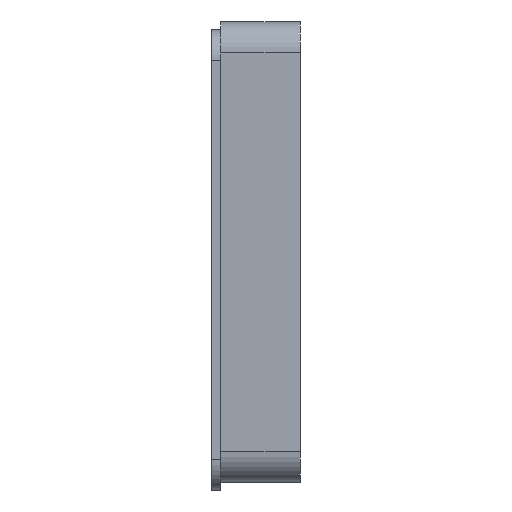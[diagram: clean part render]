
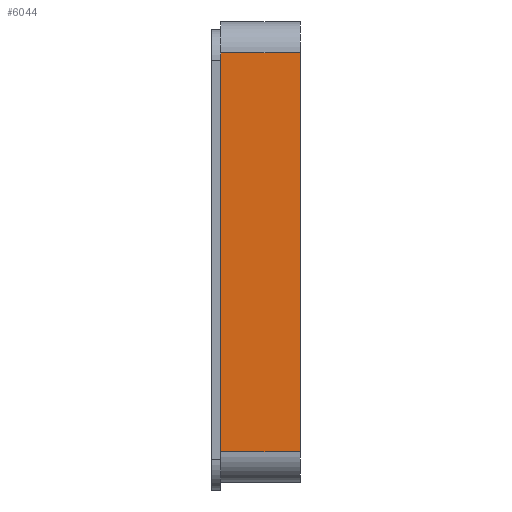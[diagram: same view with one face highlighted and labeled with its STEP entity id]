
A CAD part, left-side view. The second image highlights one B-rep face of the part: STEP entity #6044.
In plain terms, the highlighted planar face has unit normal (-1, 0, 0).
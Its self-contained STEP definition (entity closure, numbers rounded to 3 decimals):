
#342=PLANE('',#6314);
#627=FACE_OUTER_BOUND('',#973,.T.);
#973=EDGE_LOOP('',(#5221,#5222,#5223,#5224));
#1476=LINE('',#10595,#2070);
#1489=LINE('',#10639,#2083);
#1496=LINE('',#10663,#2090);
#1497=LINE('',#10665,#2091);
#2070=VECTOR('',#7087,10.);
#2083=VECTOR('',#7126,10.);
#2090=VECTOR('',#7149,10.);
#2091=VECTOR('',#7152,10.);
#2873=VERTEX_POINT('',#10592);
#2874=VERTEX_POINT('',#10594);
#2891=VERTEX_POINT('',#10636);
#2892=VERTEX_POINT('',#10638);
#3655=EDGE_CURVE('',#2873,#2874,#1476,.T.);
#3675=EDGE_CURVE('',#2891,#2892,#1489,.T.);
#3688=EDGE_CURVE('',#2874,#2891,#1496,.T.);
#3689=EDGE_CURVE('',#2892,#2873,#1497,.T.);
#5221=ORIENTED_EDGE('',*,*,#3688,.F.);
#5222=ORIENTED_EDGE('',*,*,#3655,.F.);
#5223=ORIENTED_EDGE('',*,*,#3689,.F.);
#5224=ORIENTED_EDGE('',*,*,#3675,.F.);
#6044=ADVANCED_FACE('',(#627),#342,.T.);
#6314=AXIS2_PLACEMENT_3D('',#10714,#7209,#7210);
#7087=DIRECTION('',(0.,0.,-1.));
#7126=DIRECTION('',(0.,0.,1.));
#7149=DIRECTION('',(0.,1.,0.));
#7152=DIRECTION('',(0.,-1.,0.));
#7209=DIRECTION('center_axis',(-1.,0.,0.));
#7210=DIRECTION('ref_axis',(0.,0.,1.));
#10592=CARTESIAN_POINT('',(-59.5,0.,10.619));
#10594=CARTESIAN_POINT('',(-59.5,0.,-54.5));
#10595=CARTESIAN_POINT('',(-59.5,0.,15.619));
#10636=CARTESIAN_POINT('',(-59.5,13.,-54.5));
#10638=CARTESIAN_POINT('',(-59.5,13.,10.619));
#10639=CARTESIAN_POINT('',(-59.5,13.,15.619));
#10663=CARTESIAN_POINT('',(-59.5,0.,-54.5));
#10665=CARTESIAN_POINT('',(-59.5,0.,10.619));
#10714=CARTESIAN_POINT('Origin',(-59.5,0.,-59.5));
